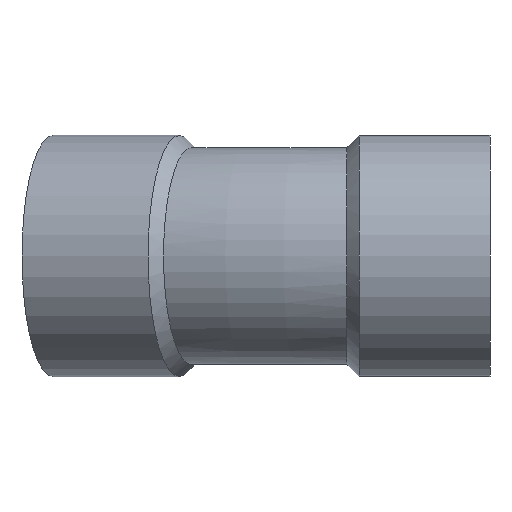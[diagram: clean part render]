
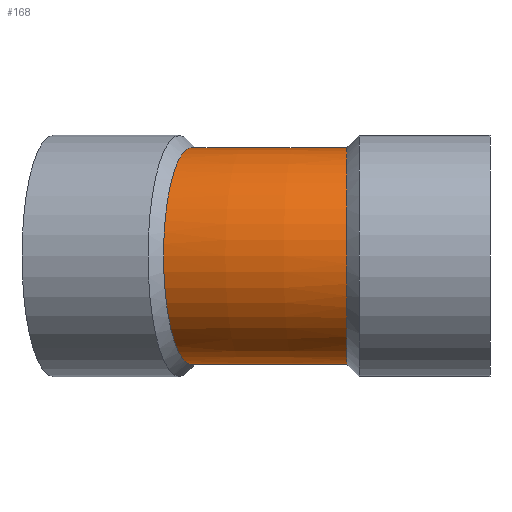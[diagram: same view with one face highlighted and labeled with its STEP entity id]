
A CAD part, left-side view. The second image highlights one B-rep face of the part: STEP entity #168.
In plain terms, the highlighted toroidal (fillet/blend) face has major radius 805.15 mm and minor radius 125 mm.
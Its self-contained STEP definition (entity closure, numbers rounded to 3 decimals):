
#27=TOROIDAL_SURFACE('',#201,805.15,125.);
#30=FACE_OUTER_BOUND('',#42,.T.);
#42=EDGE_LOOP('',(#126,#127,#128,#129,#130,#131));
#57=B_SPLINE_CURVE_WITH_KNOTS('',3,(#286,#287,#288,#289,#290,#291,#292,
#293,#294,#295,#296,#297,#298,#299,#300,#301,#302,#303,#304,#305),
 .UNSPECIFIED.,.F.,.F.,(4,2,2,2,2,2,2,2,2,4),(-78.781,-76.016,
-73.252,-68.366,-63.478,-58.59,
-53.706,-48.827,-43.949,-39.396),
 .UNSPECIFIED.);
#58=B_SPLINE_CURVE_WITH_KNOTS('',3,(#306,#307,#308,#309,#310,#311,#312,
#313,#314,#315,#316,#317,#318,#319,#320,#321,#322,#323,#324,#325),
 .UNSPECIFIED.,.F.,.F.,(4,2,2,2,2,2,2,2,2,4),(-39.396,-39.068,
-34.181,-29.292,-24.406,-19.523,
-14.643,-9.763,-4.882,0.),.UNSPECIFIED.);
#59=B_SPLINE_CURVE_WITH_KNOTS('',3,(#330,#331,#332,#333,#334,#335,#336,
#337,#338,#339,#340,#341,#342,#343,#344,#345,#346,#347,#348,#349),
 .UNSPECIFIED.,.F.,.F.,(4,2,2,2,2,2,2,2,2,4),(-39.393,-38.742,
-33.778,-28.821,-23.859,-19.049,
-14.322,-9.61,-4.853,0.),.UNSPECIFIED.);
#60=B_SPLINE_CURVE_WITH_KNOTS('',3,(#350,#351,#352,#353,#354,#355,#356,
#357,#358,#359,#360,#361,#362,#363,#364,#365,#366,#367,#368,#369),
 .UNSPECIFIED.,.F.,.F.,(4,2,2,2,2,2,2,2,2,4),(-78.779,-75.773,
-72.835,-67.871,-62.908,-57.912,
-53.058,-48.359,-43.722,-39.393),
 .UNSPECIFIED.);
#74=CIRCLE('',#202,680.15);
#86=VERTEX_POINT('',#283);
#87=VERTEX_POINT('',#285);
#88=VERTEX_POINT('',#327);
#89=VERTEX_POINT('',#329);
#101=EDGE_CURVE('',#87,#86,#57,.T.);
#102=EDGE_CURVE('',#86,#87,#58,.T.);
#103=EDGE_CURVE('',#86,#88,#74,.T.);
#104=EDGE_CURVE('',#88,#89,#59,.T.);
#105=EDGE_CURVE('',#89,#88,#60,.T.);
#126=ORIENTED_EDGE('',*,*,#101,.T.);
#127=ORIENTED_EDGE('',*,*,#103,.T.);
#128=ORIENTED_EDGE('',*,*,#104,.T.);
#129=ORIENTED_EDGE('',*,*,#105,.T.);
#130=ORIENTED_EDGE('',*,*,#103,.F.);
#131=ORIENTED_EDGE('',*,*,#102,.T.);
#168=ADVANCED_FACE('',(#30),#27,.T.);
#201=AXIS2_PLACEMENT_3D('',#326,#230,#231);
#202=AXIS2_PLACEMENT_3D('',#328,#232,#233);
#230=DIRECTION('center_axis',(0.,0.,-1.));
#231=DIRECTION('ref_axis',(-1.,0.,0.));
#232=DIRECTION('center_axis',(0.,0.,1.));
#233=DIRECTION('ref_axis',(-1.,0.,0.));
#283=CARTESIAN_POINT('',(144.608,313.137,0.));
#285=CARTESIAN_POINT('',(-96.978,377.594,0.));
#286=CARTESIAN_POINT('Ctrl Pts',(-96.978,377.594,0.));
#287=CARTESIAN_POINT('Ctrl Pts',(-96.978,377.594,-9.216));
#288=CARTESIAN_POINT('Ctrl Pts',(-95.993,377.331,-18.404));
#289=CARTESIAN_POINT('Ctrl Pts',(-92.09,376.289,-36.386));
#290=CARTESIAN_POINT('Ctrl Pts',(-89.184,375.513,-45.124));
#291=CARTESIAN_POINT('Ctrl Pts',(-78.648,372.699,-68.176));
#292=CARTESIAN_POINT('Ctrl Pts',(-69.202,370.176,-81.397));
#293=CARTESIAN_POINT('Ctrl Pts',(-45.939,363.965,-103.347));
#294=CARTESIAN_POINT('Ctrl Pts',(-32.344,360.335,-111.864));
#295=CARTESIAN_POINT('Ctrl Pts',(-2.765,352.44,-123.021));
#296=CARTESIAN_POINT('Ctrl Pts',(12.935,348.249,-125.554));
#297=CARTESIAN_POINT('Ctrl Pts',(44.38,339.859,-124.245));
#298=CARTESIAN_POINT('Ctrl Pts',(59.824,335.74,-120.42));
#299=CARTESIAN_POINT('Ctrl Pts',(88.414,328.115,-106.864));
#300=CARTESIAN_POINT('Ctrl Pts',(101.288,324.683,-97.269));
#301=CARTESIAN_POINT('Ctrl Pts',(122.759,318.959,-73.519));
#302=CARTESIAN_POINT('Ctrl Pts',(131.152,316.723,-59.592));
#303=CARTESIAN_POINT('Ctrl Pts',(141.942,313.847,-30.205));
#304=CARTESIAN_POINT('Ctrl Pts',(144.608,313.137,-15.161));
#305=CARTESIAN_POINT('Ctrl Pts',(144.608,313.137,0.));
#306=CARTESIAN_POINT('Ctrl Pts',(144.608,313.137,0.));
#307=CARTESIAN_POINT('Ctrl Pts',(144.608,313.137,1.09));
#308=CARTESIAN_POINT('Ctrl Pts',(144.594,313.141,2.181));
#309=CARTESIAN_POINT('Ctrl Pts',(144.154,313.258,19.556));
#310=CARTESIAN_POINT('Ctrl Pts',(140.67,314.186,35.6));
#311=CARTESIAN_POINT('Ctrl Pts',(127.947,317.577,65.407));
#312=CARTESIAN_POINT('Ctrl Pts',(118.829,320.007,78.883));
#313=CARTESIAN_POINT('Ctrl Pts',(96.115,326.062,101.448));
#314=CARTESIAN_POINT('Ctrl Pts',(82.74,329.628,110.324));
#315=CARTESIAN_POINT('Ctrl Pts',(53.465,337.436,122.262));
#316=CARTESIAN_POINT('Ctrl Pts',(37.848,341.602,125.215));
#317=CARTESIAN_POINT('Ctrl Pts',(6.406,349.992,124.761));
#318=CARTESIAN_POINT('Ctrl Pts',(-9.118,354.135,121.362));
#319=CARTESIAN_POINT('Ctrl Pts',(-38.033,361.854,108.6));
#320=CARTESIAN_POINT('Ctrl Pts',(-51.148,365.355,99.36));
#321=CARTESIAN_POINT('Ctrl Pts',(-73.223,371.25,76.199));
#322=CARTESIAN_POINT('Ctrl Pts',(-81.972,373.586,62.498));
#323=CARTESIAN_POINT('Ctrl Pts',(-93.907,376.774,32.392));
#324=CARTESIAN_POINT('Ctrl Pts',(-96.978,377.594,16.274));
#325=CARTESIAN_POINT('Ctrl Pts',(-96.978,377.594,0.));
#326=CARTESIAN_POINT('Origin',(805.15,151.,0.));
#327=CARTESIAN_POINT('',(125.151,165.349,0.));
#328=CARTESIAN_POINT('Origin',(805.15,151.,0.));
#329=CARTESIAN_POINT('',(-124.885,165.615,0.));
#330=CARTESIAN_POINT('Ctrl Pts',(125.151,165.349,0.));
#331=CARTESIAN_POINT('Ctrl Pts',(125.151,165.349,-2.166));
#332=CARTESIAN_POINT('Ctrl Pts',(125.095,165.349,-4.335));
#333=CARTESIAN_POINT('Ctrl Pts',(124.121,165.35,-23.026));
#334=CARTESIAN_POINT('Ctrl Pts',(119.988,165.356,-39.215));
#335=CARTESIAN_POINT('Ctrl Pts',(105.666,165.375,-69.022));
#336=CARTESIAN_POINT('Ctrl Pts',(95.626,165.389,-82.35));
#337=CARTESIAN_POINT('Ctrl Pts',(70.936,165.42,-104.339));
#338=CARTESIAN_POINT('Ctrl Pts',(56.524,165.437,-112.78));
#339=CARTESIAN_POINT('Ctrl Pts',(25.73,165.473,-123.397));
#340=CARTESIAN_POINT('Ctrl Pts',(9.707,165.49,-125.66));
#341=CARTESIAN_POINT('Ctrl Pts',(-22.043,165.523,-124.023));
#342=CARTESIAN_POINT('Ctrl Pts',(-37.487,165.538,-120.244));
#343=CARTESIAN_POINT('Ctrl Pts',(-66.107,165.565,-107.17));
#344=CARTESIAN_POINT('Ctrl Pts',(-79.035,165.576,-98.011));
#345=CARTESIAN_POINT('Ctrl Pts',(-100.927,165.595,-75.276));
#346=CARTESIAN_POINT('Ctrl Pts',(-109.652,165.602,-61.866));
#347=CARTESIAN_POINT('Ctrl Pts',(-121.744,165.612,-32.202));
#348=CARTESIAN_POINT('Ctrl Pts',(-124.885,165.615,-16.178));
#349=CARTESIAN_POINT('Ctrl Pts',(-124.885,165.615,0.));
#350=CARTESIAN_POINT('Ctrl Pts',(-124.885,165.615,0.));
#351=CARTESIAN_POINT('Ctrl Pts',(-124.885,165.615,10.019));
#352=CARTESIAN_POINT('Ctrl Pts',(-123.68,165.614,20.003));
#353=CARTESIAN_POINT('Ctrl Pts',(-118.967,165.61,39.247));
#354=CARTESIAN_POINT('Ctrl Pts',(-115.527,165.607,48.454));
#355=CARTESIAN_POINT('Ctrl Pts',(-103.481,165.597,71.876));
#356=CARTESIAN_POINT('Ctrl Pts',(-93.068,165.588,84.942));
#357=CARTESIAN_POINT('Ctrl Pts',(-67.761,165.566,106.257));
#358=CARTESIAN_POINT('Ctrl Pts',(-53.118,165.553,114.298));
#359=CARTESIAN_POINT('Ctrl Pts',(-21.444,165.522,124.246));
#360=CARTESIAN_POINT('Ctrl Pts',(-4.715,165.505,126.011));
#361=CARTESIAN_POINT('Ctrl Pts',(27.976,165.47,122.929));
#362=CARTESIAN_POINT('Ctrl Pts',(43.639,165.452,118.298));
#363=CARTESIAN_POINT('Ctrl Pts',(71.867,165.419,103.565));
#364=CARTESIAN_POINT('Ctrl Pts',(84.267,165.403,93.774));
#365=CARTESIAN_POINT('Ctrl Pts',(104.669,165.377,70.278));
#366=CARTESIAN_POINT('Ctrl Pts',(112.552,165.366,56.829));
#367=CARTESIAN_POINT('Ctrl Pts',(122.663,165.352,28.704));
#368=CARTESIAN_POINT('Ctrl Pts',(125.151,165.349,14.398));
#369=CARTESIAN_POINT('Ctrl Pts',(125.151,165.349,0.));
